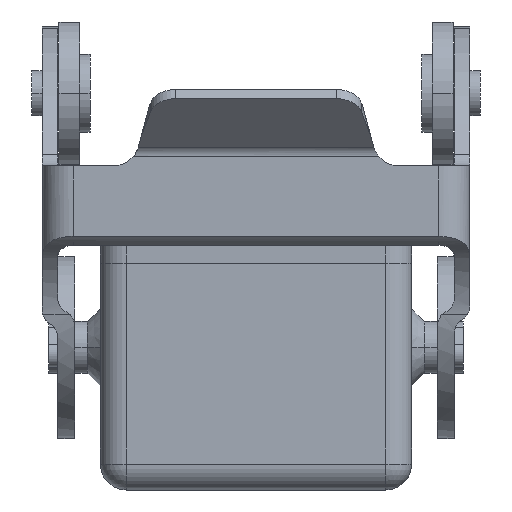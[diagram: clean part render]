
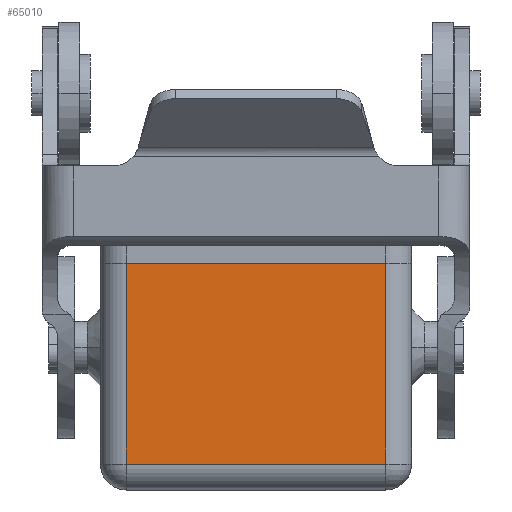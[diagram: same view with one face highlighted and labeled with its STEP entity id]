
A CAD part, left-side view. The second image highlights one B-rep face of the part: STEP entity #65010.
In plain terms, the highlighted planar face has unit normal (-1, 0, 0).
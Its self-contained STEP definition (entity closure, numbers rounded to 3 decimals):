
#2260=CARTESIAN_POINT('',(-12.,10.,-9.));
#2270=DIRECTION('',(0.,0.,1.));
#2280=VECTOR('',#2270,15.5);
#2290=LINE('',#2260,#2280);
#2300=CARTESIAN_POINT('',(-12.,10.,6.5));
#2310=VERTEX_POINT('',#2300);
#3570=CARTESIAN_POINT('',(-12.,-10.,-9.));
#3580=DIRECTION('',(0.,1.,0.));
#3590=VECTOR('',#3580,20.);
#3600=LINE('',#3570,#3590);
#3610=CARTESIAN_POINT('',(-12.,-10.,-9.));
#3620=VERTEX_POINT('',#3610);
#3630=CARTESIAN_POINT('',(-12.,10.,-9.));
#3640=VERTEX_POINT('',#3630);
#3650=EDGE_CURVE('',#3620,#3640,#3600,.T.);
#4120=CARTESIAN_POINT('',(-12.,-10.,6.5));
#4130=VERTEX_POINT('',#4120);
#4160=CARTESIAN_POINT('',(-12.,-10.,6.5));
#4170=DIRECTION('',(0.,0.,-1.));
#4180=VECTOR('',#4170,15.5);
#4190=LINE('',#4160,#4180);
#17860=EDGE_CURVE('',#3640,#2310,#2290,.T.);
#18150=CARTESIAN_POINT('',(-12.,12.,6.5));
#18160=DIRECTION('',(-1.,0.,0.));
#18170=DIRECTION('',(0.,0.,1.));
#18180=AXIS2_PLACEMENT_3D('',#18150,#18160,#18170);
#18190=PLANE('',#18180);
#18210=CARTESIAN_POINT('',(-12.,0.,6.5));
#18220=DIRECTION('',(0.,1.,0.));
#18230=VECTOR('',#18220,1.);
#18240=LINE('',#18210,#18230);
#18250=EDGE_CURVE('',#4130,#2310,#18240,.T.);
#64940=EDGE_CURVE('',#4130,#3620,#4190,.T.);
#64950=ORIENTED_EDGE('',*,*,#64940,.F.);
#64960=ORIENTED_EDGE('',*,*,#3650,.F.);
#64970=ORIENTED_EDGE('',*,*,#17860,.F.);
#64980=ORIENTED_EDGE('',*,*,#18250,.T.);
#64990=EDGE_LOOP('',(#64980,#64970,#64960,#64950));
#65000=FACE_OUTER_BOUND('',#64990,.T.);
#65010=ADVANCED_FACE('',(#65000),#18190,.T.);
